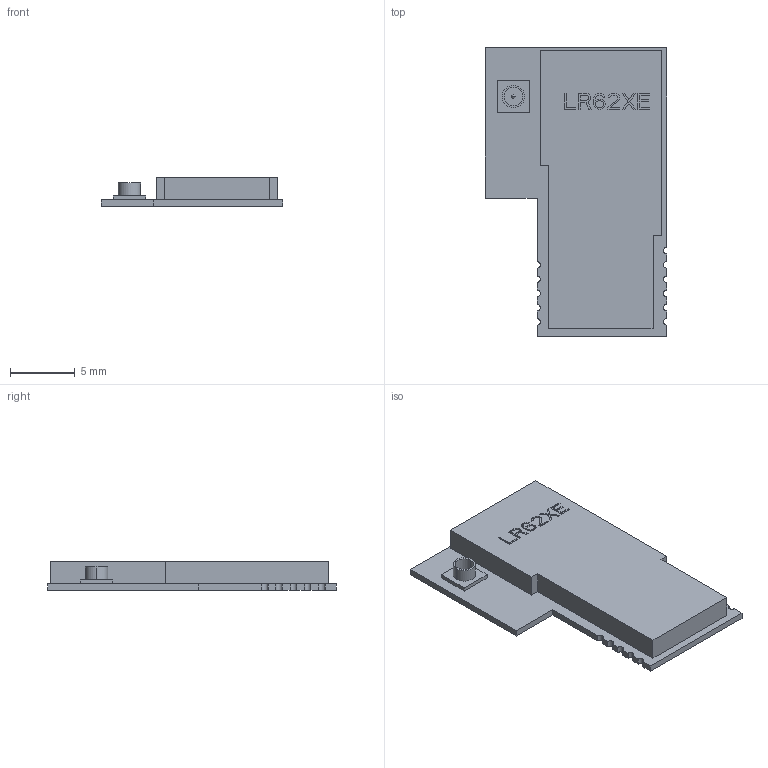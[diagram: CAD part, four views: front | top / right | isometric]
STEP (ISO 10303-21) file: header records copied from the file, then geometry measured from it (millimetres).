
FILE_DESCRIPTION((''),'2;1');
FILE_NAME('LR62XE','2021-09-09T16:29:59',('Administrator'),(''),'CREO PARAMETRIC BY PTC INC, 2018050','CREO PARAMETRIC BY PTC INC, 2018050','');
FILE_SCHEMA(('CONFIG_CONTROL_DESIGN','SHAPE_APPEARANCE_LAYERS_GROUPS'));
Length unit declared in the file: millimetre
Products named in the file (1): LR62XE
Bounding box: 14 x 22.27 x 2.2 mm (x, y, z)
Volume: 456.1 mm3; surface area: 693.8 mm2
Topology: 1 solids, 1 shells, 206 faces, 574 edges, 381 vertices
Faces by surface type: plane 187, cylinder 17, sphere 2
Entity records: 8593 total; most frequent: CARTESIAN_POINT 1159, ORIENTED_EDGE 1144, DIRECTION 1020, PRESENTATION_STYLE_ASSIGNMENT 600, STYLED_ITEM 573, CURVE_STYLE 572, EDGE_CURVE 572, VECTOR 536
